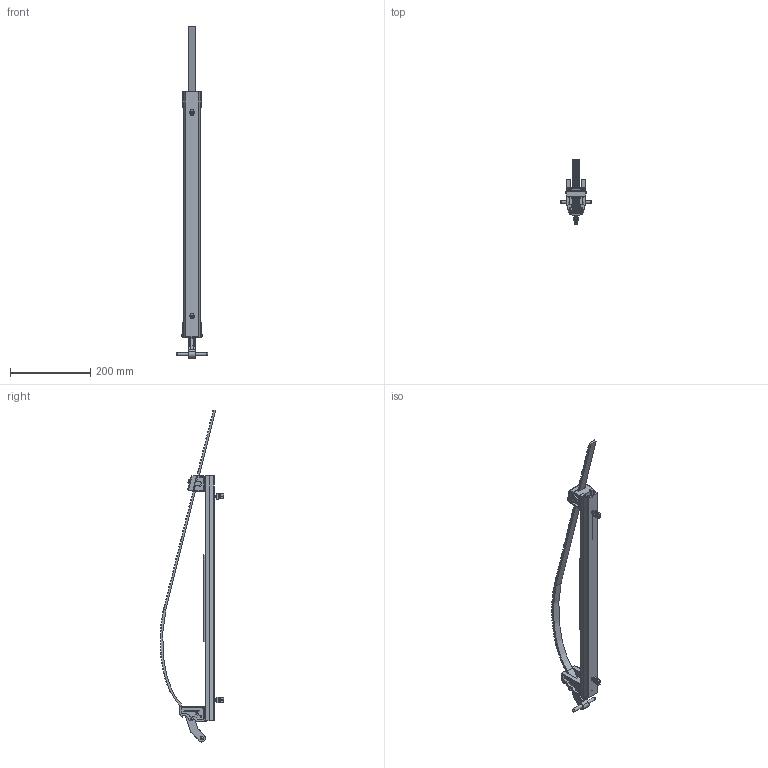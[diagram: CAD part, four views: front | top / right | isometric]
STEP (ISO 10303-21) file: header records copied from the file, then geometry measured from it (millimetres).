
FILE_DESCRIPTION (( 'STEP AP203' ), '1' );
FILE_NAME ('K5008.STEP', '2018-02-16T20:16:21', ( 'admin' ), ( 'Hewlett-Packard Company' ), 'SwSTEP 2.0', 'SolidWorks 2017', '' );
FILE_SCHEMA (( 'CONFIG_CONTROL_DESIGN' ));
Length unit declared in the file: inch
Products named in the file (14): 2035n_20; 2003; 2004; 2019-24_24; 2005; 2049; 2008-1 - IN USE; 7016; 1006-3-  _in dual trac; 7029_20; 3024_collapsed; 3017_HFBOLT 0.25-20x1.25x0.75-C; K5008; 2069LN_MSHXNUT 0.250-20-S-N
Assembly tree (22 placements, depth 3):
  K5008
    2019-24_24
    7029_20
      2049  x2
      7016  x2
    2035n_20
      3017_HFBOLT 0.25-20x1.25x0.75-C  x2
      2069LN_MSHXNUT 0.250-20-S-N  x2
    2003
    2004
    2005
    2008-1 - IN USE
    1006-3-  _in dual trac
    3017_HFBOLT 0.25-20x1.25x0.75-C  x4
    3024_collapsed  x2
Bounding box: 78.89 x 159.35 x 827.36 mm (x, y, z)
Volume: 485352.5 mm3; surface area: 258009.3 mm2
Topology: 25 solids, 25 shells, 2501 faces, 6493 edges, 4057 vertices
Faces by surface type: cylinder 780, plane 735, cone 668, bspline 150, torus 148, sphere 20
Entity records: 53633 total; most frequent: CARTESIAN_POINT 14561, ORIENTED_EDGE 7928, DIRECTION 7836, EDGE_CURVE 3964, AXIS2_PLACEMENT_3D 2836, VERTEX_POINT 2503, VECTOR 2164, LINE 2164
